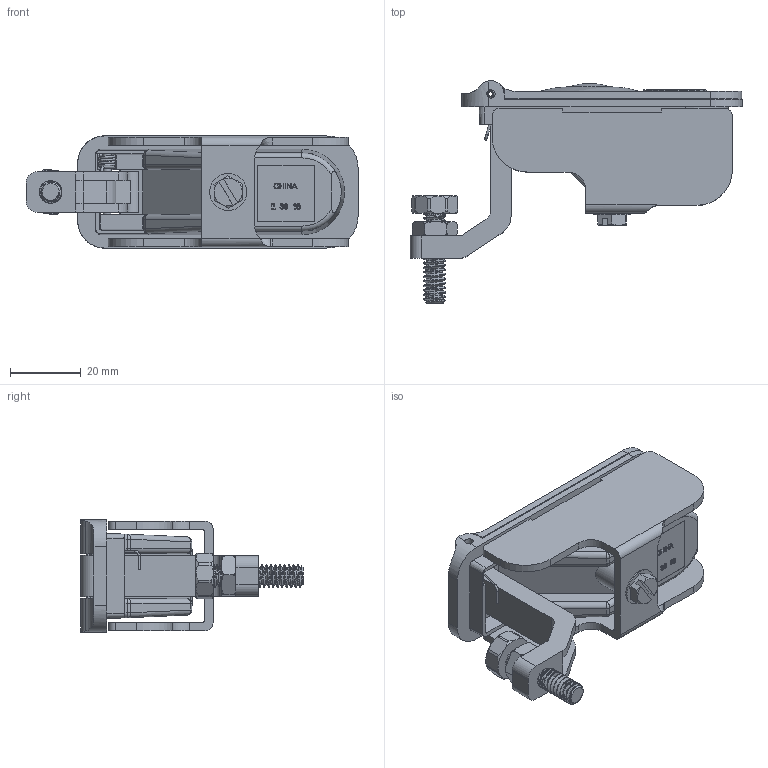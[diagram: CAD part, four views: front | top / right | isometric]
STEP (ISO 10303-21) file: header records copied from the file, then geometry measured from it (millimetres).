
FILE_DESCRIPTION(/* description */ (''),/* implementation_level */ '2;1');
FILE_NAME(/* name */ '17134-K C.stp',/* time_stamp */ '2022-09-14T09:26:43-04:00',/* author */ ('RBernot'),/* organization */ ('Eberhard Manufacturing Company'),/* preprocessor_version */ 'ST-DEVELOPER v18.1',/* originating_system */ 'Autodesk Inventor 2022',/* authorisation */ '');
FILE_SCHEMA (('AUTOMOTIVE_DESIGN { 1 0 10303 214 3 1 1 }'));
Length unit declared in the file: inch
Products named in the file (1): 17134-K
Bounding box: 93.98 x 62.93 x 31.75 mm (x, y, z)
Volume: 35836.1 mm3; surface area: 33551.2 mm2
Topology: 1 solids, 3 shells, 672 faces, 1851 edges, 1211 vertices
Faces by surface type: plane 348, cylinder 183, bspline 68, cone 39, torus 23, sphere 11
Full cylindrical faces by diameter (mm): 0.635 x4, 1.587 x1, 2.362 x2, 2.54 x1, 3.175 x2, 3.683 x1, 4.7 x19, 4.826 x1, 4.978 x5, 6.35 x13, 9.525 x1, 10.516 x1, 12.7 x2, 12.954 x1, 13.096 x1, 13.462 x1, 13.589 x1, 15.875 x1, 16.002 x1
Entity records: 27867 total; most frequent: CARTESIAN_POINT 10445, ORIENTED_EDGE 3698, DIRECTION 3180, EDGE_CURVE 1849, VERTEX_POINT 1199, LINE 1080, VECTOR 1080, AXIS2_PLACEMENT_3D 1050
